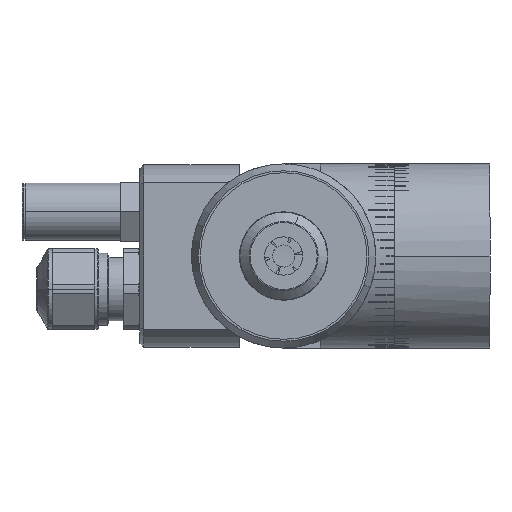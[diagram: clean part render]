
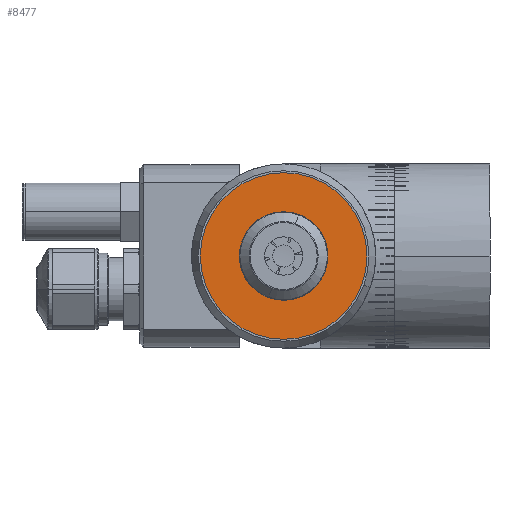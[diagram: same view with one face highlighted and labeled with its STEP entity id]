
A CAD part, left-side view. The second image highlights one B-rep face of the part: STEP entity #8477.
In plain terms, the highlighted planar face has unit normal (-1, 0, 0).
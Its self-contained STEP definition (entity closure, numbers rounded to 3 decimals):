
#8454 = VERTEX_POINT ( 'NONE', #13365 ) ;
#8468 = EDGE_CURVE ( 'NONE', #8475, #8476, #13372, .T. ) ;
#8475 = VERTEX_POINT ( 'NONE', #13452 ) ;
#8476 = VERTEX_POINT ( 'NONE', #13439 ) ;
#8477 = ADVANCED_FACE ( 'NONE', ( #13431, #13427 ), #13451, .T. ) ;
#8478 = ORIENTED_EDGE ( 'NONE', *, *, #8646, .F. ) ;
#8480 = ORIENTED_EDGE ( 'NONE', *, *, #8502, .T. ) ;
#8481 = EDGE_LOOP ( 'NONE', ( #8499, #8478 ) ) ;
#8499 = ORIENTED_EDGE ( 'NONE', *, *, #8518, .F. ) ;
#8502 = EDGE_CURVE ( 'NONE', #8476, #8475, #13003, .T. ) ;
#8509 = EDGE_LOOP ( 'NONE', ( #8522, #8480 ) ) ;
#8518 = EDGE_CURVE ( 'NONE', #8521, #8454, #14321, .T. ) ;
#8521 = VERTEX_POINT ( 'NONE', #14323 ) ;
#8522 = ORIENTED_EDGE ( 'NONE', *, *, #8468, .T. ) ;
#8646 = EDGE_CURVE ( 'NONE', #8454, #8521, #14448, .T. ) ;
#12913 = DIRECTION ( 'NONE',  ( 0., 0.342, -0.94 ) ) ;
#12998 = AXIS2_PLACEMENT_3D ( 'NONE', #13047, #13057, #12913 ) ;
#13003 = CIRCLE ( 'NONE', #12998, 11.3 ) ;
#13047 = CARTESIAN_POINT ( 'NONE',  ( -71., 0., 0. ) ) ;
#13057 = DIRECTION ( 'NONE',  ( -1., 0., 0. ) ) ;
#13312 = AXIS2_PLACEMENT_3D ( 'NONE', #13324, #13323, #13322 ) ;
#13322 = DIRECTION ( 'NONE',  ( 0., 0.342, -0.94 ) ) ;
#13323 = DIRECTION ( 'NONE',  ( -1., 0., 0. ) ) ;
#13324 = CARTESIAN_POINT ( 'NONE',  ( -71., 0., 0. ) ) ;
#13365 = CARTESIAN_POINT ( 'NONE',  ( -71., 1.813, -4.98 ) ) ;
#13372 = CIRCLE ( 'NONE', #13312, 11.3 ) ;
#13402 = DIRECTION ( 'NONE',  ( -1., 0., 0. ) ) ;
#13403 = AXIS2_PLACEMENT_3D ( 'NONE', #13450, #13402, #13459 ) ;
#13427 = FACE_BOUND ( 'NONE', #8481, .T. ) ;
#13431 = FACE_OUTER_BOUND ( 'NONE', #8509, .T. ) ;
#13439 = CARTESIAN_POINT ( 'NONE',  ( -71., -3.865, 10.619 ) ) ;
#13450 = CARTESIAN_POINT ( 'NONE',  ( -71., 0., 0. ) ) ;
#13451 = PLANE ( 'NONE',  #13403 ) ;
#13452 = CARTESIAN_POINT ( 'NONE',  ( -71., 3.865, -10.619 ) ) ;
#13459 = DIRECTION ( 'NONE',  ( 0., 0.342, -0.94 ) ) ;
#14303 = DIRECTION ( 'NONE',  ( -1., 0., 0. ) ) ;
#14304 = CARTESIAN_POINT ( 'NONE',  ( -71., 0., 0. ) ) ;
#14306 = DIRECTION ( 'NONE',  ( 0., 0.342, -0.94 ) ) ;
#14317 = AXIS2_PLACEMENT_3D ( 'NONE', #14304, #14303, #14306 ) ;
#14321 = CIRCLE ( 'NONE', #14317, 5.3 ) ;
#14323 = CARTESIAN_POINT ( 'NONE',  ( -71., -1.813, 4.98 ) ) ;
#14448 = CIRCLE ( 'NONE', #14528, 5.3 ) ;
#14522 = DIRECTION ( 'NONE',  ( -1., 0., 0. ) ) ;
#14523 = CARTESIAN_POINT ( 'NONE',  ( -71., 0., 0. ) ) ;
#14528 = AXIS2_PLACEMENT_3D ( 'NONE', #14523, #14522, #14530 ) ;
#14530 = DIRECTION ( 'NONE',  ( 0., 0.342, -0.94 ) ) ;
